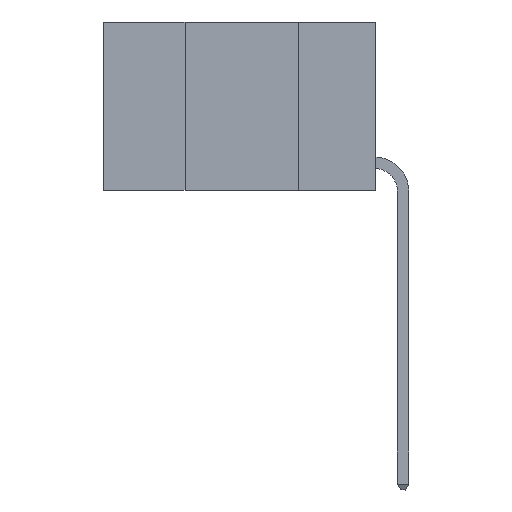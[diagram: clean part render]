
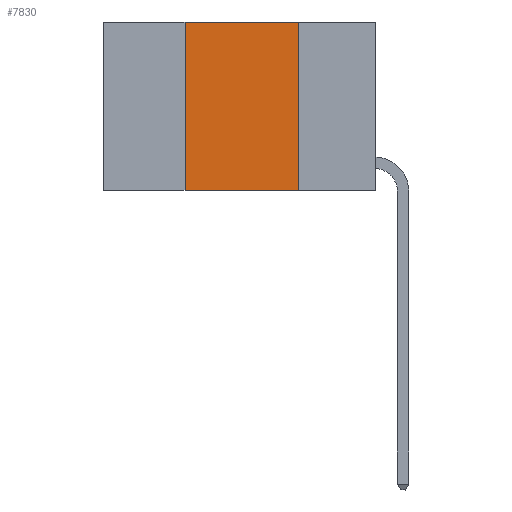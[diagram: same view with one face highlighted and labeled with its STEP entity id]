
A CAD part, left-side view. The second image highlights one B-rep face of the part: STEP entity #7830.
In plain terms, the highlighted planar face has unit normal (-1, 0, 0).
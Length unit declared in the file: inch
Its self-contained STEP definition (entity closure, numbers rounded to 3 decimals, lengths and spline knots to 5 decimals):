
#542 = VERTEX_POINT ( 'NONE', #10455 ) ;
#864 = VERTEX_POINT ( 'NONE', #9438 ) ;
#1000 = EDGE_CURVE ( 'NONE', #11070, #864, #15489, .T. ) ;
#1117 = LINE ( 'NONE', #13526, #1661 ) ;
#1286 = EDGE_CURVE ( 'NONE', #542, #864, #4579, .T. ) ;
#1661 = VECTOR ( 'NONE', #4574, 39.37008 ) ;
#2603 = DIRECTION ( 'NONE',  ( 1., 0., 0. ) ) ;
#2681 = ORIENTED_EDGE ( 'NONE', *, *, #4991, .F. ) ;
#2872 = ORIENTED_EDGE ( 'NONE', *, *, #1286, .T. ) ;
#3209 = EDGE_CURVE ( 'NONE', #542, #17342, #6488, .T. ) ;
#3430 = CARTESIAN_POINT ( 'NONE',  ( 0., 0.17, 0. ) ) ;
#4574 = DIRECTION ( 'NONE',  ( 0., -1., 0. ) ) ;
#4579 = LINE ( 'NONE', #4684, #13570 ) ;
#4684 = CARTESIAN_POINT ( 'NONE',  ( 0., 0.6, -0.37 ) ) ;
#4991 = EDGE_CURVE ( 'NONE', #17342, #11070, #1117, .T. ) ;
#5353 = DIRECTION ( 'NONE',  ( 0., -1., 0. ) ) ;
#5927 = CARTESIAN_POINT ( 'NONE',  ( 0., 0.42, 0. ) ) ;
#6137 = CARTESIAN_POINT ( 'NONE',  ( 0., 0.6, 0. ) ) ;
#6488 = LINE ( 'NONE', #5927, #11841 ) ;
#7830 = ADVANCED_FACE ( 'NONE', ( #10122 ), #16777, .F. ) ;
#8783 = ORIENTED_EDGE ( 'NONE', *, *, #1000, .F. ) ;
#9438 = CARTESIAN_POINT ( 'NONE',  ( 0., 0.17, -0.37 ) ) ;
#9590 = CARTESIAN_POINT ( 'NONE',  ( 0., 0.42, 0. ) ) ;
#10122 = FACE_OUTER_BOUND ( 'NONE', #19996, .T. ) ;
#10410 = AXIS2_PLACEMENT_3D ( 'NONE', #6137, #2603, #15093 ) ;
#10455 = CARTESIAN_POINT ( 'NONE',  ( 0., 0.42, -0.37 ) ) ;
#10835 = VECTOR ( 'NONE', #17285, 39.37008 ) ;
#11070 = VERTEX_POINT ( 'NONE', #3430 ) ;
#11841 = VECTOR ( 'NONE', #18354, 39.37008 ) ;
#13526 = CARTESIAN_POINT ( 'NONE',  ( 0., 0.6, 0. ) ) ;
#13556 = CARTESIAN_POINT ( 'NONE',  ( 0., 0.17, 0. ) ) ;
#13570 = VECTOR ( 'NONE', #5353, 39.37008 ) ;
#15093 = DIRECTION ( 'NONE',  ( 0., 0., -1. ) ) ;
#15489 = LINE ( 'NONE', #13556, #10835 ) ;
#16777 = PLANE ( 'NONE',  #10410 ) ;
#17285 = DIRECTION ( 'NONE',  ( 0., 0., -1. ) ) ;
#17342 = VERTEX_POINT ( 'NONE', #9590 ) ;
#18354 = DIRECTION ( 'NONE',  ( 0., 0., 1. ) ) ;
#19729 = ORIENTED_EDGE ( 'NONE', *, *, #3209, .F. ) ;
#19996 = EDGE_LOOP ( 'NONE', ( #8783, #2681, #19729, #2872 ) ) ;
